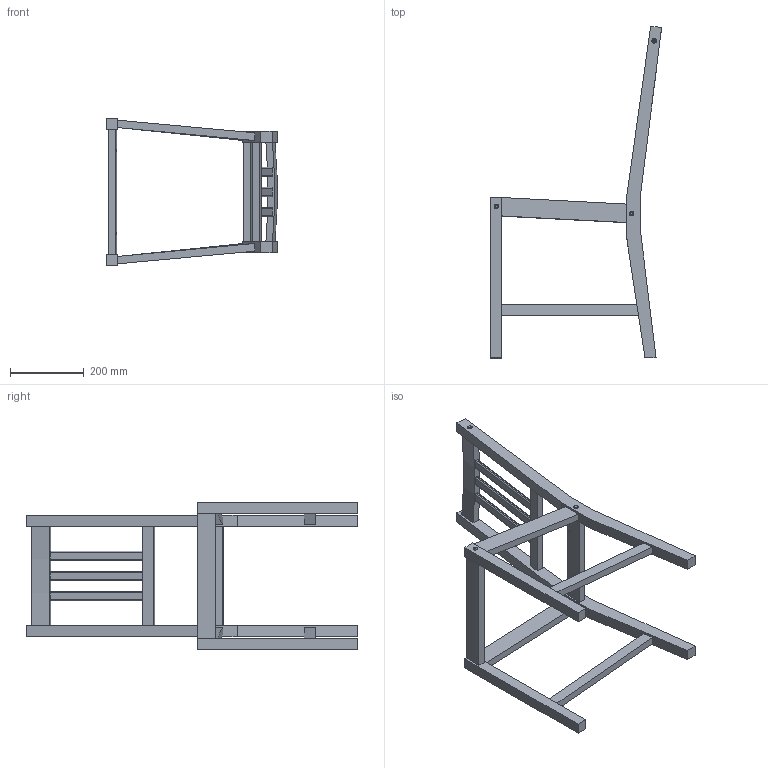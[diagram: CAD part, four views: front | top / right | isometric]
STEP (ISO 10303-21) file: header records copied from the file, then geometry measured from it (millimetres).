
FILE_DESCRIPTION (( 'STEP AP203' ), '1' );
FILE_NAME ('8page_scene_2.STEP', '2020-04-02T07:28:17', ( '' ), ( '' ), 'SwSTEP 2.0', 'SolidWorks 2014', '' );
FILE_SCHEMA (( 'CONFIG_CONTROL_DESIGN' ));
Length unit declared in the file: millimetre
Products named in the file (7): chair part4; chair part2; 8page_scene_2; chair pin(14ea); 渠蘆 犒餌chair part5; chair part5; chair part3
Assembly tree (19 placements, depth 2):
  8page_scene_2
    渠蘆 犒餌chair part5
    chair pin(14ea)  x14
    chair part4
    chair part5
    chair part3
    chair part2
Bounding box: 464.67 x 900.57 x 400 mm (x, y, z)
Volume: 4970600.6 mm3; surface area: 739012.9 mm2
Topology: 19 solids, 19 shells, 370 faces, 822 edges, 532 vertices
Faces by surface type: plane 148, cylinder 142, cone 80
Entity records: 8809 total; most frequent: DIRECTION 1460, CARTESIAN_POINT 1304, ORIENTED_EDGE 1228, EDGE_CURVE 614, AXIS2_PLACEMENT_3D 558, VERTEX_POINT 402, LINE 344, VECTOR 344
